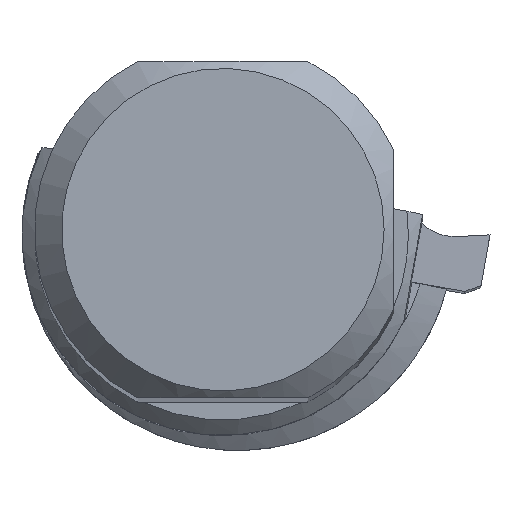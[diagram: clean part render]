
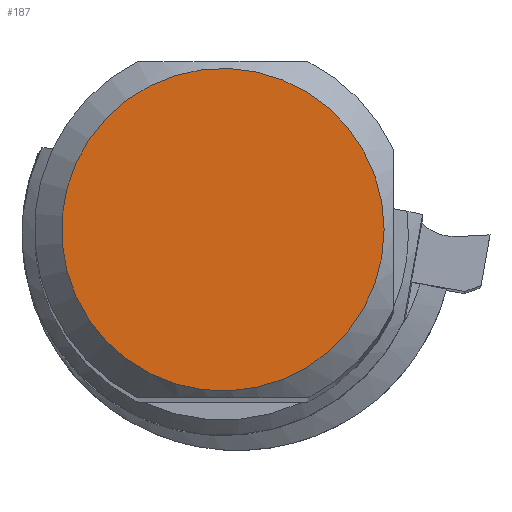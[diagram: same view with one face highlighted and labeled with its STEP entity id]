
A CAD part, top view. The second image highlights one B-rep face of the part: STEP entity #187.
In plain terms, the highlighted planar face has unit normal (0, 0, 1).
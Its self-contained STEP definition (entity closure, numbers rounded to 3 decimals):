
#127=PLANE('',#1327);
#187=ADVANCED_FACE('',(#266),#127,.T.);
#266=FACE_OUTER_BOUND('',#329,.T.);
#329=EDGE_LOOP('',(#666));
#361=CIRCLE('',#1326,16.3);
#666=ORIENTED_EDGE('',*,*,#964,.T.);
#802=VERTEX_POINT('',#2029);
#964=EDGE_CURVE('',#802,#802,#361,.T.);
#1326=AXIS2_PLACEMENT_3D('',#2028,#1635,#1636);
#1327=AXIS2_PLACEMENT_3D('',#2030,#1637,#1638);
#1635=DIRECTION('',(0.,0.,1.));
#1636=DIRECTION('',(1.,0.,0.));
#1637=DIRECTION('',(0.,0.,1.));
#1638=DIRECTION('',(1.,0.,0.));
#2028=CARTESIAN_POINT('',(0.,0.,240.1));
#2029=CARTESIAN_POINT('',(16.3,0.,240.1));
#2030=CARTESIAN_POINT('',(16.3,0.,240.1));
